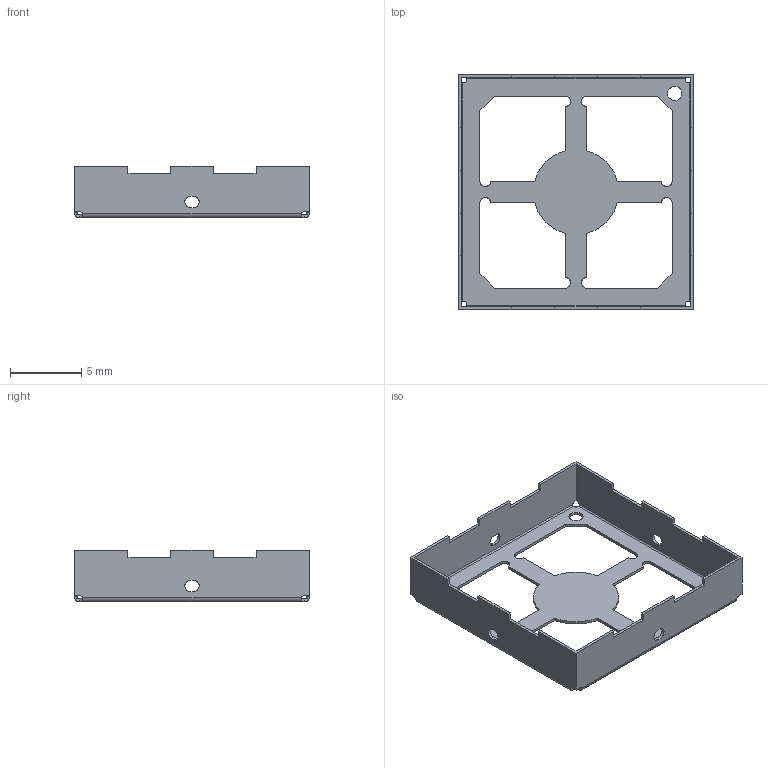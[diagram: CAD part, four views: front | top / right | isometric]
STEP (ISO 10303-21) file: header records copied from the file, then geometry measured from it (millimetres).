
FILE_DESCRIPTION((''),'2;1');
FILE_NAME('C-2118716-2','2017-02-27T',('workeradm'),('Tyco Electronics Ltd.'),'CREO PARAMETRIC BY PTC INC, 2016050','CREO PARAMETRIC BY PTC INC, 2016050','');
FILE_SCHEMA(('AUTOMOTIVE_DESIGN { 1 0 10303 214 1 1 1 1 }'));
Length unit declared in the file: millimetre
Products named in the file (1): C-2118716-2
Bounding box: 16.5 x 16.5 x 3.6 mm (x, y, z)
Volume: 68 mm3; surface area: 717.9 mm2
Topology: 1 solids, 1 shells, 124 faces, 390 edges, 260 vertices
Faces by surface type: plane 82, cylinder 42
Entity records: 4434 total; most frequent: CARTESIAN_POINT 812, ORIENTED_EDGE 780, DIRECTION 714, EDGE_CURVE 390, VECTOR 298, LINE 298, VERTEX_POINT 260, AXIS2_PLACEMENT_3D 208
